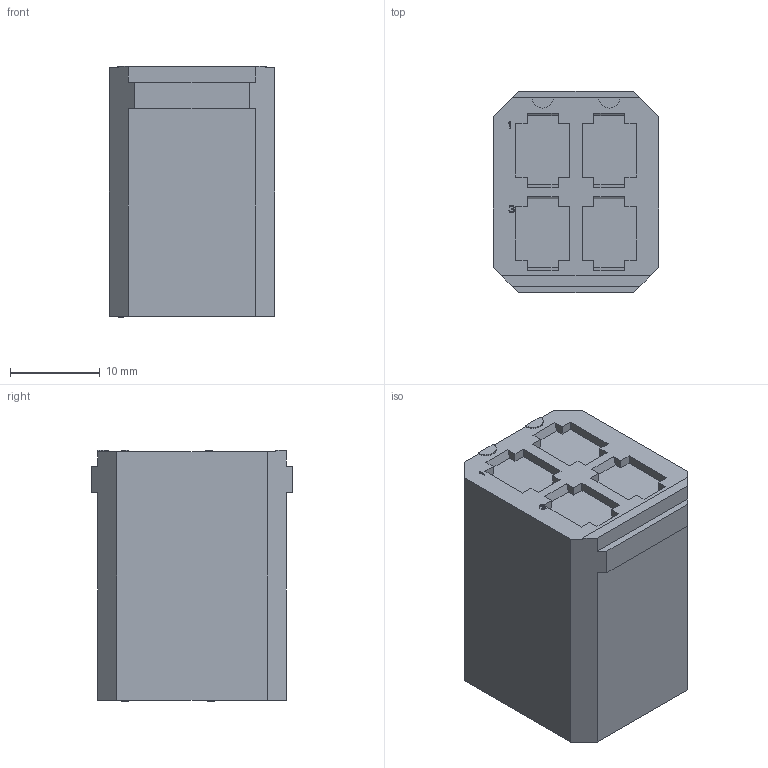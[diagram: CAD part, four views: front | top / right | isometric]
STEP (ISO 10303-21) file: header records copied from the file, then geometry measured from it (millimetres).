
FILE_DESCRIPTION((''),'2;1');
FILE_NAME('C-202624-2','2015-09-14T',('workeradm'),('Tyco Electronics Ltd.'),'PRO/ENGINEER BY PARAMETRIC TECHNOLOGY CORPORATION, 2014090','PRO/ENGINEER BY PARAMETRIC TECHNOLOGY CORPORATION, 2014090','');
FILE_SCHEMA(('AUTOMOTIVE_DESIGN { 1 0 10303 214 1 1 1 1 }'));
Length unit declared in the file: millimetre
Products named in the file (1): C-202624-2
Bounding box: 18.49 x 22.5 x 27.99 mm (x, y, z)
Volume: 10213.8 mm3; surface area: 3067.9 mm2
Topology: 1 solids, 1 shells, 228 faces, 642 edges, 428 vertices
Faces by surface type: plane 226, cylinder 2
Entity records: 7386 total; most frequent: CARTESIAN_POINT 1300, ORIENTED_EDGE 1284, DIRECTION 1102, EDGE_CURVE 642, VECTOR 638, LINE 638, VERTEX_POINT 428, EDGE_LOOP 240
